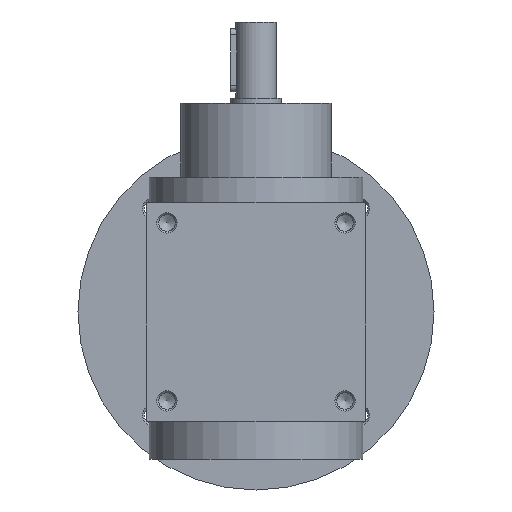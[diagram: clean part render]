
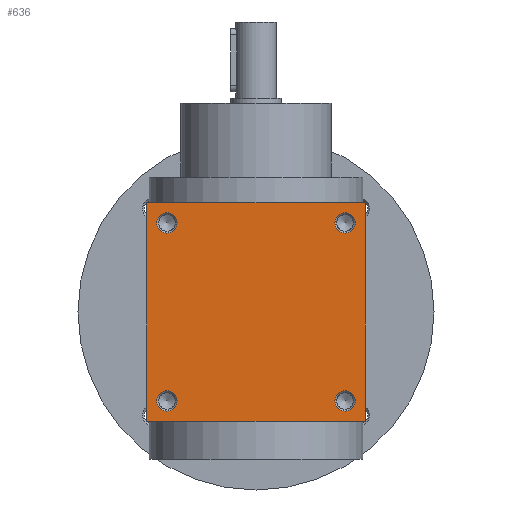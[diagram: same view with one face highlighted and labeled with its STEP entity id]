
A CAD part, left-side view. The second image highlights one B-rep face of the part: STEP entity #636.
In plain terms, the highlighted face is planar.
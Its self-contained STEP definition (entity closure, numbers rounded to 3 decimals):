
#636 = ADVANCED_FACE( '', ( #1457, #1458, #1459, #1460, #1461 ), #1462, .F. );
#1457 = FACE_BOUND( '', #2442, .T. );
#1458 = FACE_BOUND( '', #2443, .T. );
#1459 = FACE_BOUND( '', #2444, .T. );
#1460 = FACE_BOUND( '', #2445, .T. );
#1461 = FACE_OUTER_BOUND( '', #2446, .T. );
#1462 = PLANE( '', #2447 );
#2442 = EDGE_LOOP( '', ( #4009 ) );
#2443 = EDGE_LOOP( '', ( #4010 ) );
#2444 = EDGE_LOOP( '', ( #4011 ) );
#2445 = EDGE_LOOP( '', ( #4012 ) );
#2446 = EDGE_LOOP( '', ( #4013, #4014, #4015, #4016 ) );
#2447 = AXIS2_PLACEMENT_3D( '', #4017, #4018, #4019 );
#4009 = ORIENTED_EDGE( '', *, *, #5437, .F. );
#4010 = ORIENTED_EDGE( '', *, *, #5379, .T. );
#4011 = ORIENTED_EDGE( '', *, *, #5438, .F. );
#4012 = ORIENTED_EDGE( '', *, *, #4981, .T. );
#4013 = ORIENTED_EDGE( '', *, *, #5231, .F. );
#4014 = ORIENTED_EDGE( '', *, *, #5185, .F. );
#4015 = ORIENTED_EDGE( '', *, *, #4935, .F. );
#4016 = ORIENTED_EDGE( '', *, *, #5439, .F. );
#4017 = CARTESIAN_POINT( '', ( 0., 0., -43. ) );
#4018 = DIRECTION( '', ( 0., 0., 1. ) );
#4019 = DIRECTION( '', ( 1., 0., 0. ) );
#4935 = EDGE_CURVE( '', #5743, #5744, #5745, .T. );
#4981 = EDGE_CURVE( '', #5821, #5821, #5822, .T. );
#5185 = EDGE_CURVE( '', #5744, #6160, #6161, .T. );
#5231 = EDGE_CURVE( '', #6160, #6231, #6232, .T. );
#5379 = EDGE_CURVE( '', #6448, #6448, #6449, .T. );
#5437 = EDGE_CURVE( '', #6526, #6526, #6527, .T. );
#5438 = EDGE_CURVE( '', #6528, #6528, #6529, .T. );
#5439 = EDGE_CURVE( '', #6231, #5743, #6530, .T. );
#5743 = VERTEX_POINT( '', #6876 );
#5744 = VERTEX_POINT( '', #6877 );
#5745 = LINE( '', #6878, #6879 );
#5821 = VERTEX_POINT( '', #6971 );
#5822 = CIRCLE( '', #6972, 4. );
#6160 = VERTEX_POINT( '', #7419 );
#6161 = LINE( '', #7420, #7421 );
#6231 = VERTEX_POINT( '', #7504 );
#6232 = LINE( '', #7505, #7506 );
#6448 = VERTEX_POINT( '', #7811 );
#6449 = CIRCLE( '', #7812, 4. );
#6526 = VERTEX_POINT( '', #7904 );
#6527 = CIRCLE( '', #7905, 4. );
#6528 = VERTEX_POINT( '', #7906 );
#6529 = CIRCLE( '', #7907, 4. );
#6530 = LINE( '', #7908, #7909 );
#6876 = CARTESIAN_POINT( '', ( 43., -43., -43. ) );
#6877 = CARTESIAN_POINT( '', ( 43., 43., -43. ) );
#6878 = CARTESIAN_POINT( '', ( 43., -43., -43. ) );
#6879 = VECTOR( '', #8250, 1000. );
#6971 = CARTESIAN_POINT( '', ( 39., -35., -43. ) );
#6972 = AXIS2_PLACEMENT_3D( '', #8318, #8319, #8320 );
#7419 = CARTESIAN_POINT( '', ( -43., 43., -43. ) );
#7420 = CARTESIAN_POINT( '', ( 43., 43., -43. ) );
#7421 = VECTOR( '', #8618, 1000. );
#7504 = CARTESIAN_POINT( '', ( -43., -43., -43. ) );
#7505 = CARTESIAN_POINT( '', ( -43., 43., -43. ) );
#7506 = VECTOR( '', #8689, 1000. );
#7811 = CARTESIAN_POINT( '', ( 39., 35., -43. ) );
#7812 = AXIS2_PLACEMENT_3D( '', #8877, #8878, #8879 );
#7904 = CARTESIAN_POINT( '', ( -39., 35., -43. ) );
#7905 = AXIS2_PLACEMENT_3D( '', #8952, #8953, #8954 );
#7906 = CARTESIAN_POINT( '', ( -39., -35., -43. ) );
#7907 = AXIS2_PLACEMENT_3D( '', #8955, #8956, #8957 );
#7908 = CARTESIAN_POINT( '', ( -43., -43., -43. ) );
#7909 = VECTOR( '', #8958, 1000. );
#8250 = DIRECTION( '', ( 0., 1., 0. ) );
#8318 = CARTESIAN_POINT( '', ( 35., -35., -43. ) );
#8319 = DIRECTION( '', ( 0., 0., 1. ) );
#8320 = DIRECTION( '', ( 1., 0., 0. ) );
#8618 = DIRECTION( '', ( -1., 0., 0. ) );
#8689 = DIRECTION( '', ( 0., -1., 0. ) );
#8877 = CARTESIAN_POINT( '', ( 35., 35., -43. ) );
#8878 = DIRECTION( '', ( 0., 0., 1. ) );
#8879 = DIRECTION( '', ( 1., 0., 0. ) );
#8952 = CARTESIAN_POINT( '', ( -35., 35., -43. ) );
#8953 = DIRECTION( '', ( 0., 0., -1. ) );
#8954 = DIRECTION( '', ( -1., 0., 0. ) );
#8955 = CARTESIAN_POINT( '', ( -35., -35., -43. ) );
#8956 = DIRECTION( '', ( 0., 0., -1. ) );
#8957 = DIRECTION( '', ( -1., 0., 0. ) );
#8958 = DIRECTION( '', ( 1., 0., 0. ) );
